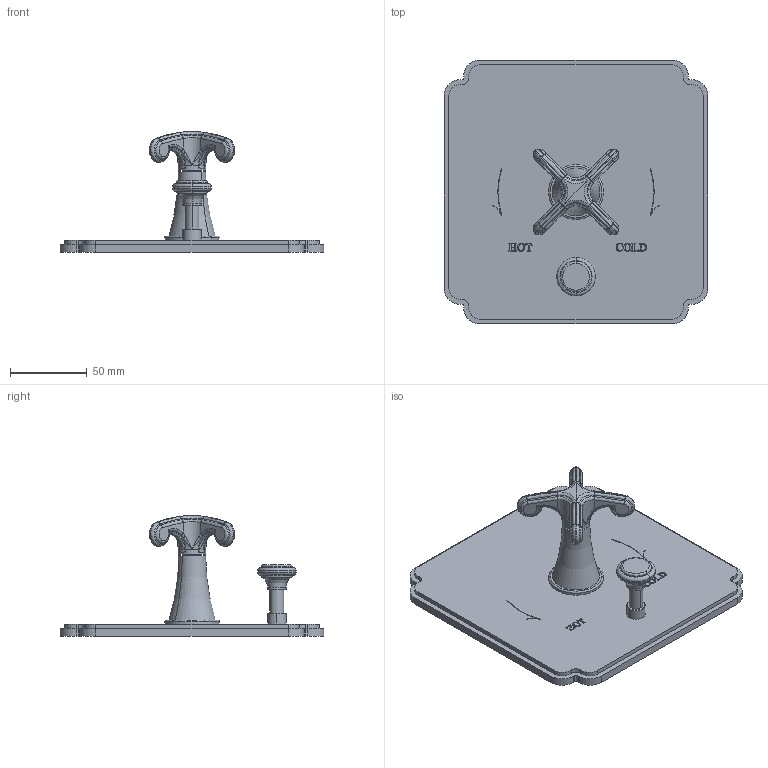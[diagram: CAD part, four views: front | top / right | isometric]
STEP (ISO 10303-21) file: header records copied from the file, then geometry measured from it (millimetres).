
FILE_DESCRIPTION((''),'2;1');
FILE_NAME('5-2522BP','2021-06-08T13:39:35',('jinson.thomas'),(''),'CREO PARAMETRIC BY PTC INC, 2018400','CREO PARAMETRIC BY PTC INC, 2018400','');
FILE_SCHEMA(('CONFIG_CONTROL_DESIGN'));
Length unit declared in the file: inch
Products named in the file (1): 5-2522BP
Bounding box: 171.45 x 171.45 x 78.28 mm (x, y, z)
Volume: 263319.1 mm3; surface area: 72823.7 mm2
Topology: 1 solids, 1 shells, 495 faces, 1232 edges, 753 vertices
Faces by surface type: bspline 160, plane 113, extrusion 99, cylinder 78, torus 32, sphere 13
Entity records: 24987 total; most frequent: CARTESIAN_POINT 14577, ORIENTED_EDGE 2448, DIRECTION 1658, EDGE_CURVE 1224, VERTEX_POINT 753, AXIS2_PLACEMENT_3D 566, B_SPLINE_CURVE_WITH_KNOTS 566, VECTOR 526
